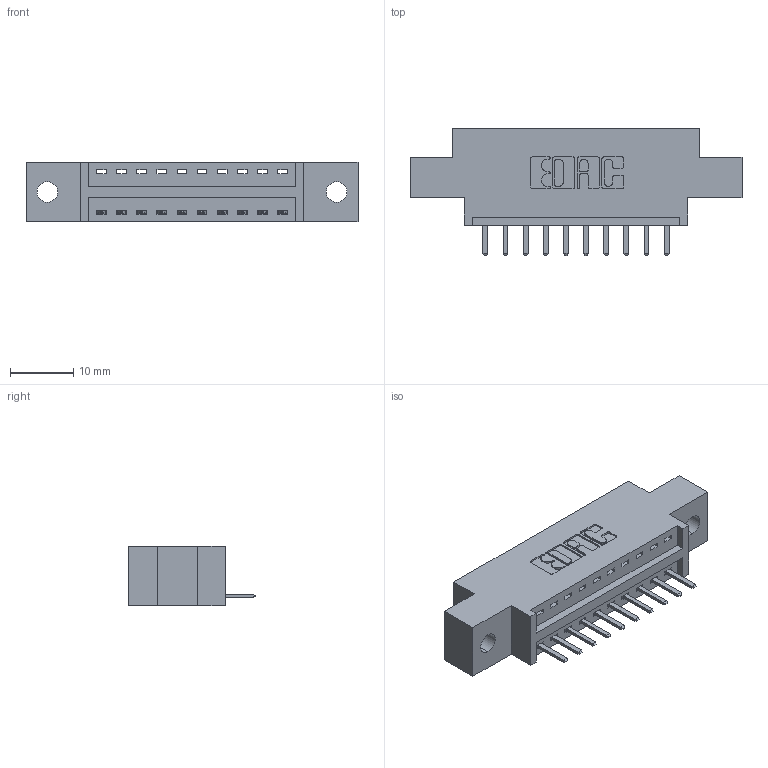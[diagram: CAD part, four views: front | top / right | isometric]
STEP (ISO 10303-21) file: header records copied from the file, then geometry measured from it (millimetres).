
FILE_DESCRIPTION (( 'STEP AP203' ), '1' );
FILE_NAME ('396-010-520-602.STEP', '2019-10-26T14:08:21', ( '' ), ( '' ), 'SwSTEP 2.0', 'SolidWorks 2016', '' );
FILE_SCHEMA (( 'CONFIG_CONTROL_DESIGN' ));
Length unit declared in the file: inch
Products named in the file (3): 396-010-520-602; 345-292-001_345-293-120; 346 Part_0.170 Offset - 0.128 Dia
Assembly tree (11 placements, depth 2):
  396-010-520-602
    346 Part_0.170 Offset - 0.128 Dia
    345-292-001_345-293-120  x10
Bounding box: 52.32 x 20.02 x 9.4 mm (x, y, z)
Volume: 4568 mm3; surface area: 5157.2 mm2
Topology: 11 solids, 11 shells, 746 faces, 2181 edges, 1426 vertices
Faces by surface type: plane 500, cylinder 246
Entity records: 10763 total; most frequent: CARTESIAN_POINT 1874, ORIENTED_EDGE 1806, DIRECTION 1679, EDGE_CURVE 903, LINE 727, VECTOR 727, VERTEX_POINT 598, AXIS2_PLACEMENT_3D 476
